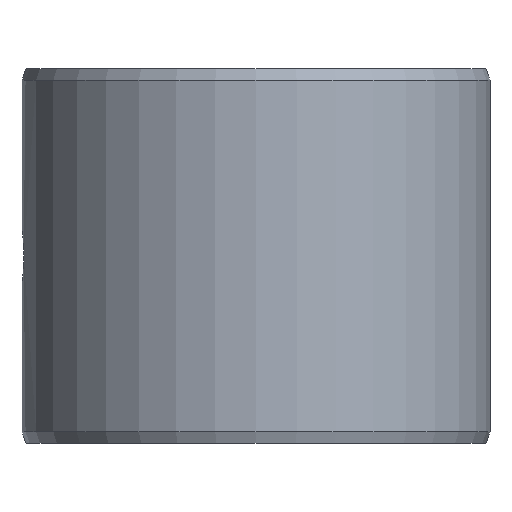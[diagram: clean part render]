
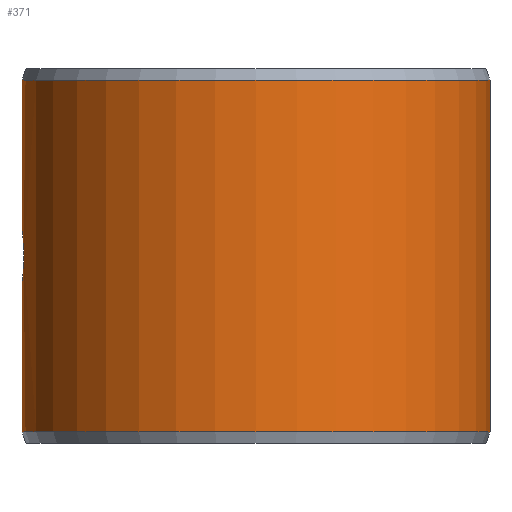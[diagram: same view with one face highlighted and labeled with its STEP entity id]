
A CAD part, left-side view. The second image highlights one B-rep face of the part: STEP entity #371.
In plain terms, the highlighted cylindrical face has radius 12.5 mm (diameter 25 mm), a partial arc.
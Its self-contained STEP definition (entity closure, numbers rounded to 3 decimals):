
#64=CARTESIAN_POINT('',(0.,12.5,1.5));
#65=CARTESIAN_POINT('',(-0.094,12.5,1.5));
#66=CARTESIAN_POINT('',(-0.28,12.498,1.484));
#67=CARTESIAN_POINT('',(-0.578,12.488,1.396));
#68=CARTESIAN_POINT('',(-0.839,12.473,1.255));
#69=CARTESIAN_POINT('',(-1.067,12.455,1.068));
#70=CARTESIAN_POINT('',(-1.254,12.437,0.84));
#71=CARTESIAN_POINT('',(-1.395,12.422,0.578));
#72=CARTESIAN_POINT('',(-1.481,12.412,0.293));
#73=CARTESIAN_POINT('',(-1.5,12.41,0.099));
#74=CARTESIAN_POINT('',(-1.5,12.41,0.));
#76=CARTESIAN_POINT('',(0.,0.,9.4));
#77=DIRECTION('',(0.,0.,-1.));
#78=DIRECTION('',(0.,-1.,0.));
#79=AXIS2_PLACEMENT_3D('',#76,#77,#78);
#81=CARTESIAN_POINT('',(-1.5,12.41,0.));
#82=CARTESIAN_POINT('',(-1.5,12.41,-0.099));
#83=CARTESIAN_POINT('',(-1.481,12.412,-0.293));
#84=CARTESIAN_POINT('',(-1.395,12.422,-0.578));
#85=CARTESIAN_POINT('',(-1.254,12.437,-0.84));
#86=CARTESIAN_POINT('',(-1.067,12.455,-1.068));
#87=CARTESIAN_POINT('',(-0.84,12.473,-1.254));
#88=CARTESIAN_POINT('',(-0.58,12.488,-1.395));
#89=CARTESIAN_POINT('',(-0.281,12.498,-1.483));
#90=CARTESIAN_POINT('',(-0.094,12.5,-1.5));
#91=CARTESIAN_POINT('',(0.,12.5,-1.5));
#117=DIRECTION('',(0.,0.,-1.));
#118=VECTOR('',#117,7.9);
#119=CARTESIAN_POINT('',(0.,12.5,-1.5));
#120=LINE('',#119,#118);
#121=DIRECTION('',(0.,0.,-1.));
#122=VECTOR('',#121,18.8);
#123=CARTESIAN_POINT('',(0.,-12.5,9.4));
#124=LINE('',#123,#122);
#130=DIRECTION('',(0.,0.,-1.));
#131=VECTOR('',#130,7.9);
#132=CARTESIAN_POINT('',(0.,12.5,9.4));
#133=LINE('',#132,#131);
#195=CARTESIAN_POINT('',(0.,0.,-9.4));
#196=DIRECTION('',(0.,0.,-1.));
#197=DIRECTION('',(0.,-1.,0.));
#198=AXIS2_PLACEMENT_3D('',#195,#196,#197);
#246=CARTESIAN_POINT('',(0.,-12.5,9.4));
#248=VERTEX_POINT('',#246);
#249=CARTESIAN_POINT('',(0.,-12.5,-9.4));
#250=VERTEX_POINT('',#249);
#262=CARTESIAN_POINT('',(0.,12.5,9.4));
#264=VERTEX_POINT('',#262);
#265=CARTESIAN_POINT('',(0.,12.5,-9.4));
#267=VERTEX_POINT('',#265);
#273=VERTEX_POINT('',#64);
#274=VERTEX_POINT('',#74);
#275=VERTEX_POINT('',#91);
#351=CARTESIAN_POINT('',(0.,0.,11.));
#352=DIRECTION('',(0.,0.,-1.));
#353=DIRECTION('',(0.,-1.,0.));
#354=AXIS2_PLACEMENT_3D('',#351,#352,#353);
#355=CYLINDRICAL_SURFACE('',#354,12.5);
#356=ORIENTED_EDGE('',*,*,#337,.F.);
#358=ORIENTED_EDGE('',*,*,#357,.F.);
#360=ORIENTED_EDGE('',*,*,#359,.F.);
#362=ORIENTED_EDGE('',*,*,#361,.T.);
#364=ORIENTED_EDGE('',*,*,#363,.T.);
#366=ORIENTED_EDGE('',*,*,#365,.F.);
#368=ORIENTED_EDGE('',*,*,#367,.F.);
#369=EDGE_LOOP('',(#356,#358,#360,#362,#364,#366,#368));
#370=FACE_OUTER_BOUND('',#369,.F.);
#371=ADVANCED_FACE('',(#370),#355,.T.);
#75=B_SPLINE_CURVE_WITH_KNOTS('',3,(#64,#65,#66,#67,#68,#69,#70,#71,#72,#73,
#74),.UNSPECIFIED.,.F.,.F.,(4,1,1,1,1,1,1,1,4),(0.,0.125,0.25,0.375,
0.5,0.625,0.75,0.875,1.),.UNSPECIFIED.);
#80=CIRCLE('',#79,12.5);
#92=B_SPLINE_CURVE_WITH_KNOTS('',3,(#81,#82,#83,#84,#85,#86,#87,#88,#89,#90,
#91),.UNSPECIFIED.,.F.,.F.,(4,1,1,1,1,1,1,1,4),(0.,0.125,0.25,0.375,
0.5,0.625,0.75,0.875,1.),.UNSPECIFIED.);
#199=CIRCLE('',#198,12.5);
#337=EDGE_CURVE('',#273,#274,#75,.T.);
#357=EDGE_CURVE('',#264,#273,#133,.T.);
#359=EDGE_CURVE('',#248,#264,#80,.T.);
#361=EDGE_CURVE('',#248,#250,#124,.T.);
#363=EDGE_CURVE('',#250,#267,#199,.T.);
#365=EDGE_CURVE('',#275,#267,#120,.T.);
#367=EDGE_CURVE('',#274,#275,#92,.T.);
